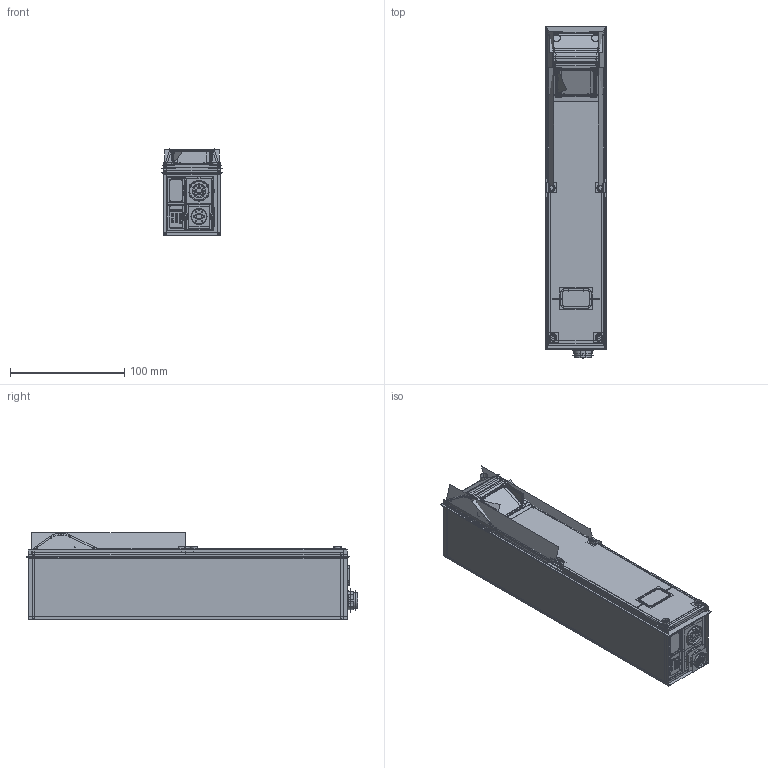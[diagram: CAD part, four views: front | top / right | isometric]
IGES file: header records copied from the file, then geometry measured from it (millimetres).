
Start section:  PTC IGES file: 213083.igs
Global section: file name: 213083.igs; native system: Creo Parametric by PTC Inc.; preprocessor: 2018300; author: pdmadmin; organization: Unknown; date: 20190911.143417; units: millimetre
Bounding box: 53.32 x 290.3 x 75.81 mm (x, y, z)
Surface area: 1554682.3 mm2
Topology: 1 solids, 1 shells, 1206 faces, 8493 edges, 12229 vertices
Faces by surface type: revolution 614, bspline 592
